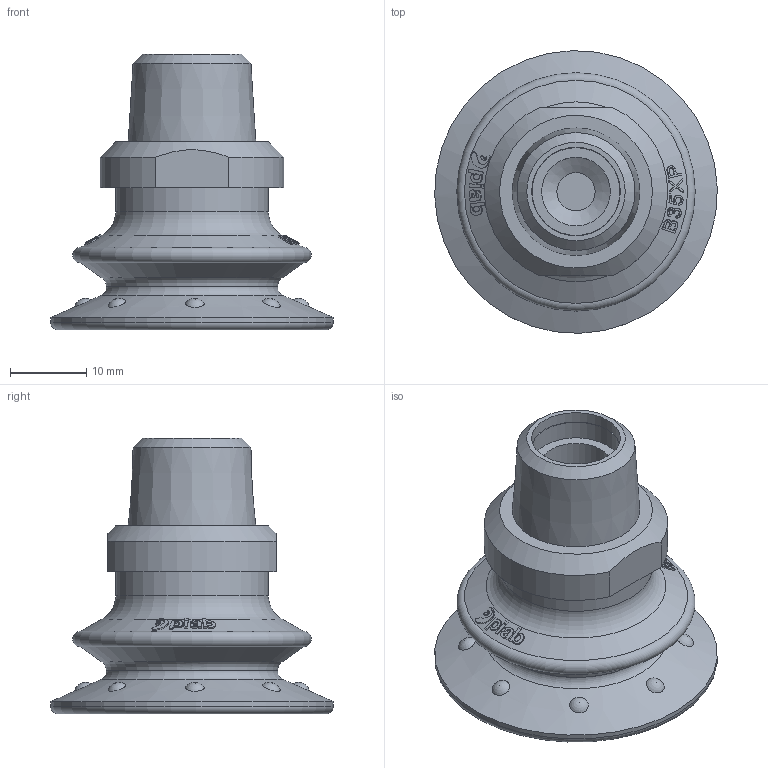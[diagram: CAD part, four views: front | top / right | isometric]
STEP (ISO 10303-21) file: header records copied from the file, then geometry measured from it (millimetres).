
FILE_DESCRIPTION( ( 'Unknown' ), '1' );
FILE_NAME( 'SE-0416787.stp', 'Unknown', ( 'Unknown' ), ( 'Unknown' ), 'PSStep 17.0.49', 'Unknown', ' ' );
FILE_SCHEMA( ( 'AUTOMOTIVE_DESIGN { 1 0 10303 214 1 1 1 1 }' ) );
Length unit declared in the file: millimetre
Products named in the file (4): Assem1; SE-0405909; SE-0416778; 3150296
Assembly tree (3 placements, depth 2):
  Assem1
    SE-0405909
    SE-0416778
    3150296
Bounding box: 36.99 x 36.99 x 36.1 mm (x, y, z)
Volume: 12789 mm3; surface area: 8627 mm2
Topology: 3 solids, 3 shells, 295 faces, 773 edges, 512 vertices
Faces by surface type: bspline 160, plane 56, cone 34, cylinder 24, torus 13, sphere 8
Full cylindrical faces by diameter (mm): 5 x1, 6 x1, 6.5 x1, 7.5 x2, 8.5 x1, 9 x2, 10 x1, 11 x2, 11.5 x1, 11.6 x1, 20 x1, 21.342 x1, 37 x1
Entity records: 13518 total; most frequent: CARTESIAN_POINT 5587, ORIENTED_EDGE 1396, EDGE_CURVE 698, DIRECTION 555, B_SPLINE_CURVE_WITH_KNOTS 520, VERTEX_POINT 494, EDGE_LOOP 372, FACE_OUTER_BOUND 319
